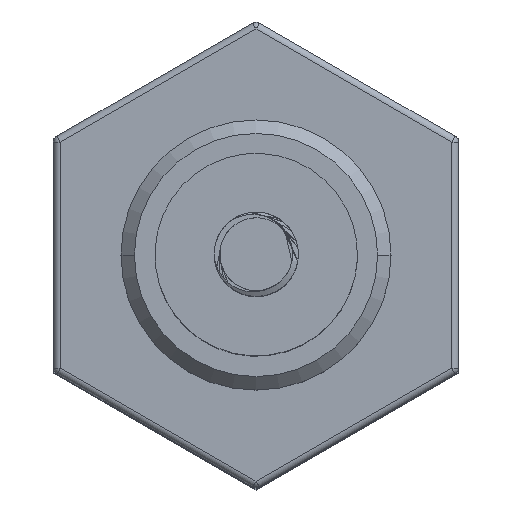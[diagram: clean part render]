
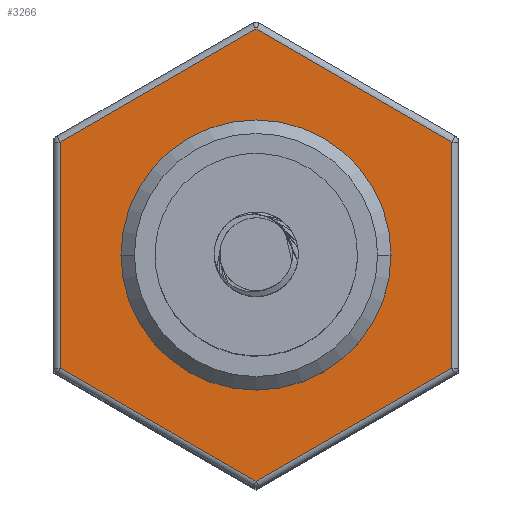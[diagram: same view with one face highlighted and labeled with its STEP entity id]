
A CAD part, top view. The second image highlights one B-rep face of the part: STEP entity #3266.
In plain terms, the highlighted planar face has unit normal (0, 0, 1).
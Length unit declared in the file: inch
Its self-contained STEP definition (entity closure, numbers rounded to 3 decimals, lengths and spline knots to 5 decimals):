
#269 = CARTESIAN_POINT ( 'NONE',  ( 0.75, 1.29904, 2.107 ) ) ;
#1164 = EDGE_CURVE ( 'NONE', #4976, #16489, #6470, .T. ) ;
#1410 = CARTESIAN_POINT ( 'NONE',  ( 0., -0.83716, 2.107 ) ) ;
#1551 = EDGE_CURVE ( 'NONE', #2064, #2496, #10325, .T. ) ;
#1980 = LINE ( 'NONE', #7335, #2003 ) ;
#2003 = VECTOR ( 'NONE', #7420, 39.37008 ) ;
#2064 = VERTEX_POINT ( 'NONE', #10611 ) ;
#2082 = EDGE_LOOP ( 'NONE', ( #2997, #10340, #13497, #13964, #9101, #16194 ) ) ;
#2496 = VERTEX_POINT ( 'NONE', #16731 ) ;
#2713 = CARTESIAN_POINT ( 'NONE',  ( 0.725, 0.43301, 2.107 ) ) ;
#2883 = VERTEX_POINT ( 'NONE', #1410 ) ;
#2927 = FACE_OUTER_BOUND ( 'NONE', #2082, .T. ) ;
#2997 = ORIENTED_EDGE ( 'NONE', *, *, #1551, .T. ) ;
#3266 = ADVANCED_FACE ( 'NONE', ( #12054, #2927 ), #4123, .T. ) ;
#3272 = CARTESIAN_POINT ( 'NONE',  ( 0., 0., 2.107 ) ) ;
#3325 = EDGE_CURVE ( 'NONE', #2883, #14264, #5398, .T. ) ;
#3375 = ORIENTED_EDGE ( 'NONE', *, *, #1164, .F. ) ;
#3426 = DIRECTION ( 'NONE',  ( 0.866, -0.5, 0. ) ) ;
#3789 = CARTESIAN_POINT ( 'NONE',  ( -0.725, -0.43301, 2.107 ) ) ;
#3940 = DIRECTION ( 'NONE',  ( 0.5, -0.866, 0. ) ) ;
#3953 = EDGE_CURVE ( 'NONE', #16489, #4976, #11587, .T. ) ;
#4123 = PLANE ( 'NONE',  #10193 ) ;
#4221 = CARTESIAN_POINT ( 'NONE',  ( 0., 0., 2.107 ) ) ;
#4389 = DIRECTION ( 'NONE',  ( 1., 0., 0. ) ) ;
#4488 = VERTEX_POINT ( 'NONE', #16402 ) ;
#4976 = VERTEX_POINT ( 'NONE', #13664 ) ;
#5033 = EDGE_CURVE ( 'NONE', #16657, #2883, #16210, .T. ) ;
#5322 = LINE ( 'NONE', #3789, #14811 ) ;
#5398 = LINE ( 'NONE', #8025, #12935 ) ;
#5500 = DIRECTION ( 'NONE',  ( 1., 0., 0. ) ) ;
#6470 = CIRCLE ( 'NONE', #8895, 0.4862 ) ;
#7226 = VECTOR ( 'NONE', #3426, 39.37008 ) ;
#7335 = CARTESIAN_POINT ( 'NONE',  ( -0.7375, 0.41136, 2.107 ) ) ;
#7420 = DIRECTION ( 'NONE',  ( -0.866, -0.5, 0. ) ) ;
#7655 = VECTOR ( 'NONE', #8914, 39.37008 ) ;
#8025 = CARTESIAN_POINT ( 'NONE',  ( 0.7375, -0.41136, 2.107 ) ) ;
#8099 = VECTOR ( 'NONE', #15528, 39.37008 ) ;
#8366 = DIRECTION ( 'NONE',  ( 0., 0., 1. ) ) ;
#8895 = AXIS2_PLACEMENT_3D ( 'NONE', #4221, #13426, #5500 ) ;
#8914 = DIRECTION ( 'NONE',  ( 0., 1., 0. ) ) ;
#9101 = ORIENTED_EDGE ( 'NONE', *, *, #3325, .T. ) ;
#9133 = DIRECTION ( 'NONE',  ( 0., -1., 0. ) ) ;
#9174 = EDGE_CURVE ( 'NONE', #14264, #2064, #14390, .T. ) ;
#10141 = EDGE_LOOP ( 'NONE', ( #10725, #3375 ) ) ;
#10193 = AXIS2_PLACEMENT_3D ( 'NONE', #269, #10504, #3940 ) ;
#10325 = LINE ( 'NONE', #12804, #8099 ) ;
#10340 = ORIENTED_EDGE ( 'NONE', *, *, #11684, .T. ) ;
#10504 = DIRECTION ( 'NONE',  ( 0., 0., 1. ) ) ;
#10611 = CARTESIAN_POINT ( 'NONE',  ( 0.725, 0.41858, 2.107 ) ) ;
#10725 = ORIENTED_EDGE ( 'NONE', *, *, #3953, .F. ) ;
#11182 = CARTESIAN_POINT ( 'NONE',  ( 0.0125, -0.84437, 2.107 ) ) ;
#11390 = EDGE_CURVE ( 'NONE', #4488, #16657, #5322, .T. ) ;
#11587 = CIRCLE ( 'NONE', #16492, 0.4862 ) ;
#11684 = EDGE_CURVE ( 'NONE', #2496, #4488, #1980, .T. ) ;
#12054 = FACE_BOUND ( 'NONE', #10141, .T. ) ;
#12409 = CARTESIAN_POINT ( 'NONE',  ( -0.725, -0.41858, 2.107 ) ) ;
#12804 = CARTESIAN_POINT ( 'NONE',  ( -0.0125, 0.84437, 2.107 ) ) ;
#12935 = VECTOR ( 'NONE', #13241, 39.37008 ) ;
#13104 = CARTESIAN_POINT ( 'NONE',  ( -0.4862, 0., 2.107 ) ) ;
#13241 = DIRECTION ( 'NONE',  ( 0.866, 0.5, 0. ) ) ;
#13426 = DIRECTION ( 'NONE',  ( 0., 0., 1. ) ) ;
#13497 = ORIENTED_EDGE ( 'NONE', *, *, #11390, .T. ) ;
#13664 = CARTESIAN_POINT ( 'NONE',  ( 0.4862, 0., 2.107 ) ) ;
#13964 = ORIENTED_EDGE ( 'NONE', *, *, #5033, .T. ) ;
#14264 = VERTEX_POINT ( 'NONE', #14628 ) ;
#14390 = LINE ( 'NONE', #2713, #7655 ) ;
#14628 = CARTESIAN_POINT ( 'NONE',  ( 0.725, -0.41858, 2.107 ) ) ;
#14811 = VECTOR ( 'NONE', #9133, 39.37008 ) ;
#15528 = DIRECTION ( 'NONE',  ( -0.866, 0.5, 0. ) ) ;
#16194 = ORIENTED_EDGE ( 'NONE', *, *, #9174, .T. ) ;
#16210 = LINE ( 'NONE', #11182, #7226 ) ;
#16402 = CARTESIAN_POINT ( 'NONE',  ( -0.725, 0.41858, 2.107 ) ) ;
#16489 = VERTEX_POINT ( 'NONE', #13104 ) ;
#16492 = AXIS2_PLACEMENT_3D ( 'NONE', #3272, #8366, #4389 ) ;
#16657 = VERTEX_POINT ( 'NONE', #12409 ) ;
#16731 = CARTESIAN_POINT ( 'NONE',  ( 0., 0.83716, 2.107 ) ) ;
